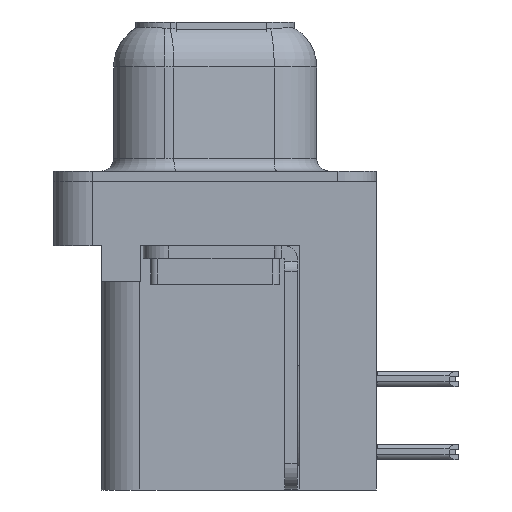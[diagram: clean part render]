
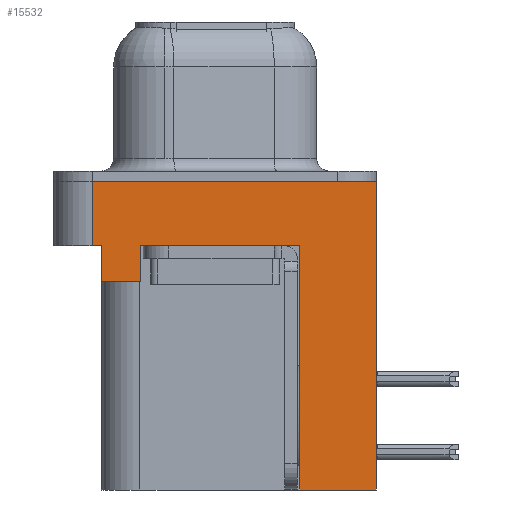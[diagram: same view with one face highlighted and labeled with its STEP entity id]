
A CAD part, left-side view. The second image highlights one B-rep face of the part: STEP entity #15532.
In plain terms, the highlighted planar face has unit normal (-1, 0, 0).
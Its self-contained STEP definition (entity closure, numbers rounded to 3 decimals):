
#365 = CARTESIAN_POINT ( 'NONE',  ( -2.935, 2.895, -3.9 ) ) ;
#551 = DIRECTION ( 'NONE',  ( 0., 0., 1. ) ) ;
#718 = LINE ( 'NONE', #12129, #10097 ) ;
#1262 = VECTOR ( 'NONE', #14133, 1000. ) ;
#1520 = VERTEX_POINT ( 'NONE', #17825 ) ;
#1878 = DIRECTION ( 'NONE',  ( 0., 1., 0. ) ) ;
#1890 = LINE ( 'NONE', #14390, #1262 ) ;
#2075 = EDGE_LOOP ( 'NONE', ( #17848, #10435, #17192, #18058, #8781, #12919, #9833, #5668, #3086, #16482 ) ) ;
#2301 = CARTESIAN_POINT ( 'NONE',  ( -2.935, 4.425, -3.9 ) ) ;
#2366 = LINE ( 'NONE', #19828, #7673 ) ;
#2590 = LINE ( 'NONE', #365, #11355 ) ;
#2944 = EDGE_CURVE ( 'NONE', #23300, #22171, #1890, .T. ) ;
#3086 = ORIENTED_EDGE ( 'NONE', *, *, #11199, .F. ) ;
#3432 = VERTEX_POINT ( 'NONE', #12360 ) ;
#4347 = DIRECTION ( 'NONE',  ( 0., 0., 1. ) ) ;
#4806 = EDGE_CURVE ( 'NONE', #21877, #3432, #5889, .T. ) ;
#4946 = LINE ( 'NONE', #25712, #22558 ) ;
#5668 = ORIENTED_EDGE ( 'NONE', *, *, #20612, .F. ) ;
#5889 = LINE ( 'NONE', #11678, #15005 ) ;
#6988 = VERTEX_POINT ( 'NONE', #15062 ) ;
#7023 = DIRECTION ( 'NONE',  ( 0., 0., 1. ) ) ;
#7673 = VECTOR ( 'NONE', #24044, 1000. ) ;
#8426 = LINE ( 'NONE', #25896, #23916 ) ;
#8781 = ORIENTED_EDGE ( 'NONE', *, *, #4806, .F. ) ;
#8806 = PLANE ( 'NONE',  #23280 ) ;
#9132 = EDGE_CURVE ( 'NONE', #21877, #1520, #2590, .T. ) ;
#9277 = VERTEX_POINT ( 'NONE', #13938 ) ;
#9833 = ORIENTED_EDGE ( 'NONE', *, *, #16439, .T. ) ;
#10097 = VECTOR ( 'NONE', #1878, 1000. ) ;
#10175 = CARTESIAN_POINT ( 'NONE',  ( -2.935, 4.775, 0. ) ) ;
#10435 = ORIENTED_EDGE ( 'NONE', *, *, #25085, .F. ) ;
#10847 = VERTEX_POINT ( 'NONE', #21053 ) ;
#11199 = EDGE_CURVE ( 'NONE', #19517, #10847, #718, .T. ) ;
#11355 = VECTOR ( 'NONE', #551, 1000. ) ;
#11678 = CARTESIAN_POINT ( 'NONE',  ( -2.935, 4.425, -3.9 ) ) ;
#11787 = VECTOR ( 'NONE', #19923, 1000. ) ;
#11828 = DIRECTION ( 'NONE',  ( 0., 0., 1. ) ) ;
#12129 = CARTESIAN_POINT ( 'NONE',  ( -2.935, -3.295, -12. ) ) ;
#12360 = CARTESIAN_POINT ( 'NONE',  ( -2.935, 4.425, -3.9 ) ) ;
#12919 = ORIENTED_EDGE ( 'NONE', *, *, #9132, .T. ) ;
#13375 = LINE ( 'NONE', #2301, #21327 ) ;
#13882 = VECTOR ( 'NONE', #14389, 1000. ) ;
#13938 = CARTESIAN_POINT ( 'NONE',  ( -2.935, -3.295, -2.5 ) ) ;
#14133 = DIRECTION ( 'NONE',  ( 0., -1., 0. ) ) ;
#14389 = DIRECTION ( 'NONE',  ( 0., 0., 1. ) ) ;
#14390 = CARTESIAN_POINT ( 'NONE',  ( -2.935, -6.275, 0. ) ) ;
#15005 = VECTOR ( 'NONE', #25830, 1000. ) ;
#15062 = CARTESIAN_POINT ( 'NONE',  ( -2.935, 4.425, -2.5 ) ) ;
#15311 = CARTESIAN_POINT ( 'NONE',  ( -2.935, -6.275, 0. ) ) ;
#15532 = ADVANCED_FACE ( 'NONE', ( #20709 ), #8806, .T. ) ;
#16439 = EDGE_CURVE ( 'NONE', #1520, #9277, #17172, .T. ) ;
#16482 = ORIENTED_EDGE ( 'NONE', *, *, #22264, .T. ) ;
#17172 = LINE ( 'NONE', #22646, #11787 ) ;
#17192 = ORIENTED_EDGE ( 'NONE', *, *, #18443, .T. ) ;
#17825 = CARTESIAN_POINT ( 'NONE',  ( -2.935, 2.895, -2.5 ) ) ;
#17848 = ORIENTED_EDGE ( 'NONE', *, *, #2944, .F. ) ;
#18049 = CARTESIAN_POINT ( 'NONE',  ( -2.935, -6.275, -12. ) ) ;
#18058 = ORIENTED_EDGE ( 'NONE', *, *, #24531, .F. ) ;
#18443 = EDGE_CURVE ( 'NONE', #21867, #6988, #2366, .T. ) ;
#18888 = CARTESIAN_POINT ( 'NONE',  ( -2.935, -6.275, -2.5 ) ) ;
#19517 = VERTEX_POINT ( 'NONE', #18049 ) ;
#19608 = LINE ( 'NONE', #20521, #13882 ) ;
#19828 = CARTESIAN_POINT ( 'NONE',  ( -2.935, -6.275, -2.5 ) ) ;
#19923 = DIRECTION ( 'NONE',  ( 0., -1., 0. ) ) ;
#20521 = CARTESIAN_POINT ( 'NONE',  ( -2.935, -3.295, -12. ) ) ;
#20612 = EDGE_CURVE ( 'NONE', #10847, #9277, #19608, .T. ) ;
#20709 = FACE_OUTER_BOUND ( 'NONE', #2075, .T. ) ;
#21023 = DIRECTION ( 'NONE',  ( -1., 0., 0. ) ) ;
#21053 = CARTESIAN_POINT ( 'NONE',  ( -2.935, -3.295, -12. ) ) ;
#21327 = VECTOR ( 'NONE', #4347, 1000. ) ;
#21867 = VERTEX_POINT ( 'NONE', #25569 ) ;
#21877 = VERTEX_POINT ( 'NONE', #23862 ) ;
#22171 = VERTEX_POINT ( 'NONE', #15311 ) ;
#22264 = EDGE_CURVE ( 'NONE', #19517, #22171, #8426, .T. ) ;
#22558 = VECTOR ( 'NONE', #23592, 1000. ) ;
#22646 = CARTESIAN_POINT ( 'NONE',  ( -2.935, -6.275, -2.5 ) ) ;
#23280 = AXIS2_PLACEMENT_3D ( 'NONE', #18888, #21023, #7023 ) ;
#23300 = VERTEX_POINT ( 'NONE', #10175 ) ;
#23592 = DIRECTION ( 'NONE',  ( 0., 0., 1. ) ) ;
#23862 = CARTESIAN_POINT ( 'NONE',  ( -2.935, 2.895, -3.9 ) ) ;
#23916 = VECTOR ( 'NONE', #11828, 1000. ) ;
#24044 = DIRECTION ( 'NONE',  ( 0., -1., 0. ) ) ;
#24531 = EDGE_CURVE ( 'NONE', #3432, #6988, #13375, .T. ) ;
#25085 = EDGE_CURVE ( 'NONE', #21867, #23300, #4946, .T. ) ;
#25569 = CARTESIAN_POINT ( 'NONE',  ( -2.935, 4.775, -2.5 ) ) ;
#25712 = CARTESIAN_POINT ( 'NONE',  ( -2.935, 4.775, -2.5 ) ) ;
#25830 = DIRECTION ( 'NONE',  ( 0., 1., 0. ) ) ;
#25896 = CARTESIAN_POINT ( 'NONE',  ( -2.935, -6.275, -2.5 ) ) ;
